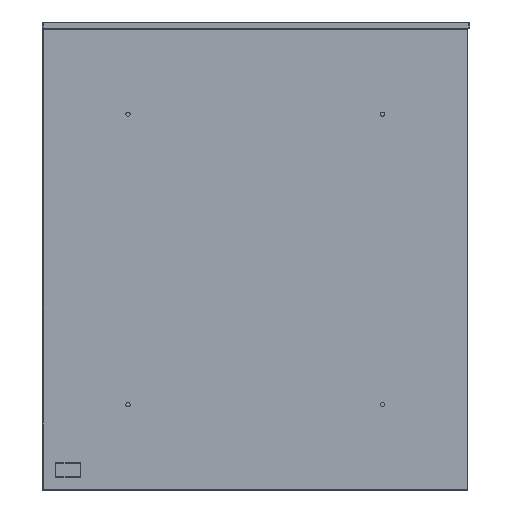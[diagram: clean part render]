
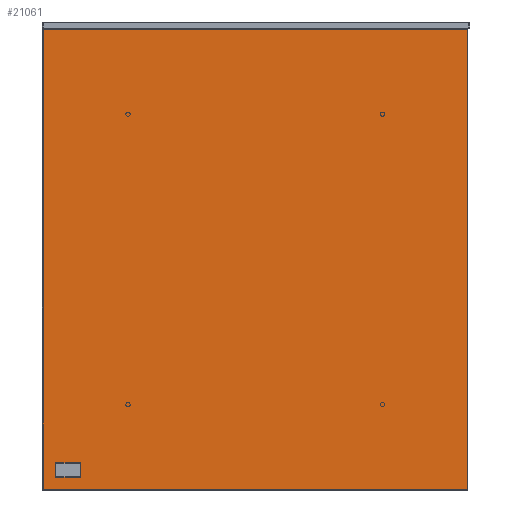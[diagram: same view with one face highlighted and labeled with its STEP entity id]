
A CAD part, left-side view. The second image highlights one B-rep face of the part: STEP entity #21061.
In plain terms, the highlighted planar face has unit normal (-1, 0, 0).
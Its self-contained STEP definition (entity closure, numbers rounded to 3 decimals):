
#20799=CARTESIAN_POINT('',(-4750.693,-3948.061,4882.551));
#20800=VERTEX_POINT('',#20799);
#20801=CARTESIAN_POINT('',(-4750.693,-3948.061,5420.288));
#20802=VERTEX_POINT('',#20801);
#20803=CARTESIAN_POINT('',(-4750.693,-3948.061,4882.551));
#20804=DIRECTION('',(0.0,0.0,1.0));
#20805=VECTOR('',#20804,537.737);
#20806=LINE('',#20803,#20805);
#20807=EDGE_CURVE('',#20800,#20802,#20806,.T.);
#20830=CARTESIAN_POINT('',(-4750.693,-3948.392,5420.62));
#20831=VERTEX_POINT('',#20830);
#20832=CARTESIAN_POINT('',(-4750.693,-3948.061,5420.288));
#20833=DIRECTION('',(0.0,-0.707,0.707));
#20834=VECTOR('',#20833,0.469);
#20835=LINE('',#20832,#20834);
#20836=EDGE_CURVE('',#20802,#20831,#20835,.T.);
#20854=CARTESIAN_POINT('',(-4750.693,-4444.13,5420.62));
#20855=VERTEX_POINT('',#20854);
#20856=CARTESIAN_POINT('',(-4750.693,-3948.392,5420.62));
#20857=DIRECTION('',(0.0,-1.0,0.0));
#20858=VECTOR('',#20857,495.737);
#20859=LINE('',#20856,#20858);
#20860=EDGE_CURVE('',#20831,#20855,#20859,.T.);
#20887=CARTESIAN_POINT('',(-4750.693,-4444.461,5420.288));
#20888=VERTEX_POINT('',#20887);
#20889=CARTESIAN_POINT('',(-4750.693,-4444.13,5420.62));
#20890=DIRECTION('',(0.0,-0.707,-0.707));
#20891=VECTOR('',#20890,0.469);
#20892=LINE('',#20889,#20891);
#20893=EDGE_CURVE('',#20855,#20888,#20892,.T.);
#20918=CARTESIAN_POINT('',(-4750.693,-4444.461,4882.551));
#20919=VERTEX_POINT('',#20918);
#20920=CARTESIAN_POINT('',(-4750.693,-4444.461,5420.288));
#20921=DIRECTION('',(0.0,0.0,-1.0));
#20922=VECTOR('',#20921,537.737);
#20923=LINE('',#20920,#20922);
#20924=EDGE_CURVE('',#20888,#20919,#20923,.T.);
#20949=CARTESIAN_POINT('',(-4750.693,-4444.13,4882.22));
#20950=VERTEX_POINT('',#20949);
#20951=CARTESIAN_POINT('',(-4750.693,-4444.461,4882.551));
#20952=DIRECTION('',(0.0,0.707,-0.707));
#20953=VECTOR('',#20952,0.469);
#20954=LINE('',#20951,#20953);
#20955=EDGE_CURVE('',#20919,#20950,#20954,.T.);
#20978=CARTESIAN_POINT('',(-4750.693,-3948.392,4882.22));
#20979=VERTEX_POINT('',#20978);
#20980=CARTESIAN_POINT('',(-4750.693,-4444.13,4882.22));
#20981=DIRECTION('',(0.0,1.0,0.0));
#20982=VECTOR('',#20981,495.737);
#20983=LINE('',#20980,#20982);
#20984=EDGE_CURVE('',#20950,#20979,#20983,.T.);
#21002=CARTESIAN_POINT('',(-4750.693,-3948.392,4882.22));
#21003=DIRECTION('',(0.0,0.707,0.707));
#21004=VECTOR('',#21003,0.469);
#21005=LINE('',#21002,#21004);
#21006=EDGE_CURVE('',#20979,#20800,#21005,.T.);
#21046=CARTESIAN_POINT('',(-4750.693,-4196.261,4882.219));
#21047=DIRECTION('',(-1.0,0.0,0.0));
#21048=DIRECTION('',(0.0,0.0,1.0));
#21049=AXIS2_PLACEMENT_3D('',#21046,#21047,#21048);
#21050=PLANE('',#21049);
#21051=ORIENTED_EDGE('',*,*,#20807,.F.);
#21052=ORIENTED_EDGE('',*,*,#21006,.F.);
#21053=ORIENTED_EDGE('',*,*,#20984,.F.);
#21054=ORIENTED_EDGE('',*,*,#20955,.F.);
#21055=ORIENTED_EDGE('',*,*,#20924,.F.);
#21056=ORIENTED_EDGE('',*,*,#20893,.F.);
#21057=ORIENTED_EDGE('',*,*,#20860,.F.);
#21058=ORIENTED_EDGE('',*,*,#20836,.F.);
#21059=EDGE_LOOP('',(#21051,#21052,#21053,#21054,#21055,#21056,#21057,#21058));
#21060=FACE_OUTER_BOUND('',#21059,.T.);
#21061=ADVANCED_FACE('',(#21060),#21050,.T.);
